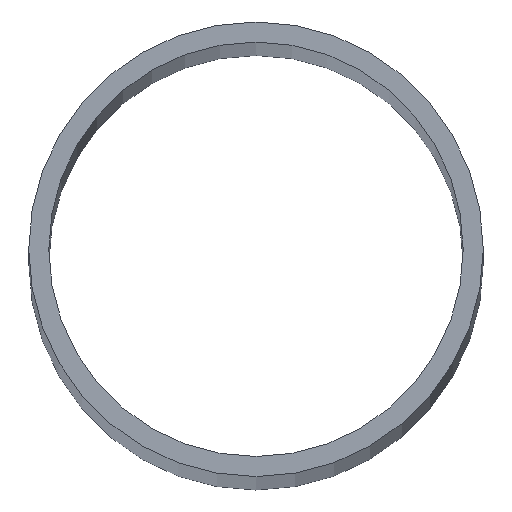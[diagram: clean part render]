
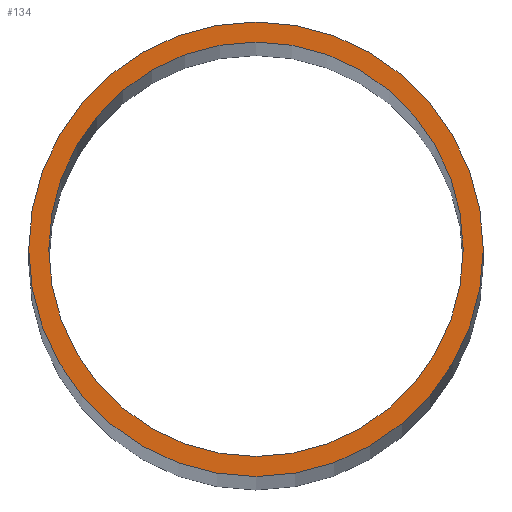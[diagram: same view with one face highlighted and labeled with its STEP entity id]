
A CAD part, top view. The second image highlights one B-rep face of the part: STEP entity #134.
In plain terms, the highlighted planar face has unit normal (0, 0, 1).
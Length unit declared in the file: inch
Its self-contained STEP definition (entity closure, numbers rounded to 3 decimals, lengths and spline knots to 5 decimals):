
#2 = CARTESIAN_POINT ( 'NONE',  ( -6.375, 0., 216. ) ) ;
#3 = FACE_BOUND ( 'NONE', #123, .T. ) ;
#8 = DIRECTION ( 'NONE',  ( 0., 0., 1. ) ) ;
#12 = VERTEX_POINT ( 'NONE', #2 ) ;
#25 = FACE_OUTER_BOUND ( 'NONE', #160, .T. ) ;
#38 = CIRCLE ( 'NONE', #91, 5.813 ) ;
#51 = CIRCLE ( 'NONE', #84, 5.813 ) ;
#63 = CIRCLE ( 'NONE', #196, 6.375 ) ;
#67 = PLANE ( 'NONE',  #184 ) ;
#77 = CARTESIAN_POINT ( 'NONE',  ( 5.813, 0., 216. ) ) ;
#84 = AXIS2_PLACEMENT_3D ( 'NONE', #215, #219, #217 ) ;
#85 = CIRCLE ( 'NONE', #118, 6.375 ) ;
#91 = AXIS2_PLACEMENT_3D ( 'NONE', #189, #8, #93 ) ;
#92 = DIRECTION ( 'NONE',  ( 0., 0., 1. ) ) ;
#93 = DIRECTION ( 'NONE',  ( 1., 0., 0. ) ) ;
#97 = VERTEX_POINT ( 'NONE', #77 ) ;
#109 = CARTESIAN_POINT ( 'NONE',  ( 6.375, 0., 216. ) ) ;
#117 = ORIENTED_EDGE ( 'NONE', *, *, #227, .T. ) ;
#118 = AXIS2_PLACEMENT_3D ( 'NONE', #169, #92, #238 ) ;
#121 = CARTESIAN_POINT ( 'NONE',  ( 0., 0., 216. ) ) ;
#123 = EDGE_LOOP ( 'NONE', ( #250, #201 ) ) ;
#126 = DIRECTION ( 'NONE',  ( 0., 0., 1. ) ) ;
#134 = ADVANCED_FACE ( 'NONE', ( #25, #3 ), #67, .T. ) ;
#159 = CARTESIAN_POINT ( 'NONE',  ( -5.813, 0., 216. ) ) ;
#160 = EDGE_LOOP ( 'NONE', ( #117, #193 ) ) ;
#164 = VERTEX_POINT ( 'NONE', #159 ) ;
#166 = CARTESIAN_POINT ( 'NONE',  ( 0., 0., 216. ) ) ;
#169 = CARTESIAN_POINT ( 'NONE',  ( 0., 0., 216. ) ) ;
#180 = EDGE_CURVE ( 'NONE', #97, #164, #51, .T. ) ;
#184 = AXIS2_PLACEMENT_3D ( 'NONE', #121, #126, #236 ) ;
#185 = DIRECTION ( 'NONE',  ( 0., 0., 1. ) ) ;
#189 = CARTESIAN_POINT ( 'NONE',  ( 0., 0., 216. ) ) ;
#193 = ORIENTED_EDGE ( 'NONE', *, *, #247, .T. ) ;
#196 = AXIS2_PLACEMENT_3D ( 'NONE', #166, #185, #205 ) ;
#201 = ORIENTED_EDGE ( 'NONE', *, *, #180, .F. ) ;
#205 = DIRECTION ( 'NONE',  ( 1., 0., 0. ) ) ;
#213 = VERTEX_POINT ( 'NONE', #109 ) ;
#215 = CARTESIAN_POINT ( 'NONE',  ( 0., 0., 216. ) ) ;
#217 = DIRECTION ( 'NONE',  ( 1., 0., 0. ) ) ;
#219 = DIRECTION ( 'NONE',  ( 0., 0., 1. ) ) ;
#222 = EDGE_CURVE ( 'NONE', #164, #97, #38, .T. ) ;
#227 = EDGE_CURVE ( 'NONE', #12, #213, #63, .T. ) ;
#236 = DIRECTION ( 'NONE',  ( 1., 0., 0. ) ) ;
#238 = DIRECTION ( 'NONE',  ( 1., 0., 0. ) ) ;
#247 = EDGE_CURVE ( 'NONE', #213, #12, #85, .T. ) ;
#250 = ORIENTED_EDGE ( 'NONE', *, *, #222, .F. ) ;
